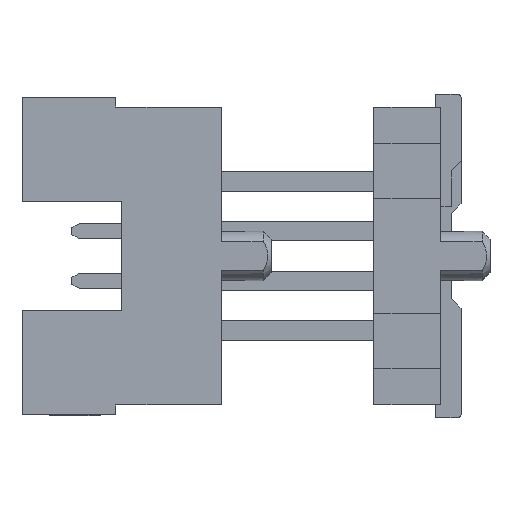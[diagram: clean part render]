
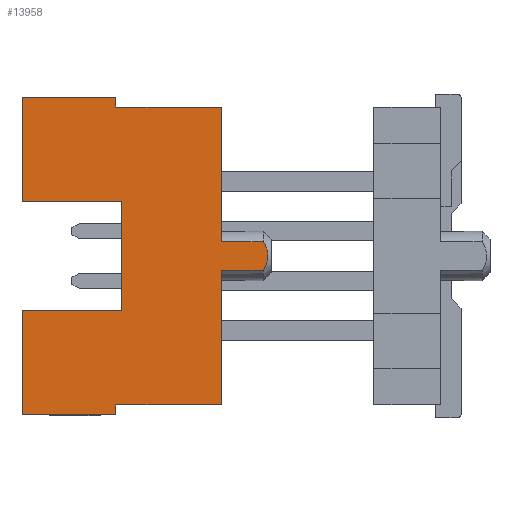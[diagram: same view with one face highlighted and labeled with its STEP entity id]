
A CAD part, left-side view. The second image highlights one B-rep face of the part: STEP entity #13958.
In plain terms, the highlighted planar face has unit normal (-1, 0, 0).
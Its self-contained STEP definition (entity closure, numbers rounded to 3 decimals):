
#119=DIRECTION('',(0.,-1.,0.));
#120=VECTOR('',#119,2.7);
#121=CARTESIAN_POINT('',(-4.445,2.7,-3.81));
#122=LINE('',#121,#120);
#239=DIRECTION('',(0.,1.,0.));
#240=VECTOR('',#239,2.7);
#241=CARTESIAN_POINT('',(-4.445,0.,3.81));
#242=LINE('',#241,#240);
#251=DIRECTION('',(0.,0.,1.));
#252=VECTOR('',#251,0.255);
#253=CARTESIAN_POINT('',(-4.445,2.7,3.81));
#254=LINE('',#253,#252);
#267=DIRECTION('',(0.,-1.,0.));
#268=VECTOR('',#267,2.4);
#269=CARTESIAN_POINT('',(-4.445,5.1,4.065));
#270=LINE('',#269,#268);
#287=DIRECTION('',(0.,0.,1.));
#288=VECTOR('',#287,3.44);
#289=CARTESIAN_POINT('',(-4.445,0.,-3.81));
#290=LINE('',#289,#288);
#291=DIRECTION('',(0.,0.,-1.));
#292=VECTOR('',#291,2.67);
#293=CARTESIAN_POINT('',(-4.445,5.1,-1.395));
#294=LINE('',#293,#292);
#295=DIRECTION('',(0.,-1.,0.));
#296=VECTOR('',#295,2.54);
#297=CARTESIAN_POINT('',(-4.445,5.1,1.395));
#298=LINE('',#297,#296);
#299=DIRECTION('',(0.,0.,-1.));
#300=VECTOR('',#299,2.67);
#301=CARTESIAN_POINT('',(-4.445,5.1,4.065));
#302=LINE('',#301,#300);
#303=DIRECTION('',(0.,0.,1.));
#304=VECTOR('',#303,3.44);
#305=CARTESIAN_POINT('',(-4.445,0.,0.37));
#306=LINE('',#305,#304);
#327=DIRECTION('',(0.,1.,0.));
#328=VECTOR('',#327,1.07);
#329=CARTESIAN_POINT('',(-4.445,-1.07,
0.37));
#330=LINE('',#329,#328);
#331=DIRECTION('',(0.,-1.,0.));
#332=VECTOR('',#331,1.07);
#333=CARTESIAN_POINT('',(-4.445,0.,-0.37));
#334=LINE('',#333,#332);
#347=CARTESIAN_POINT('',(-4.445,-1.07,
-0.37));
#348=CARTESIAN_POINT('',(-4.445,-1.093,
-0.33));
#349=CARTESIAN_POINT('',(-4.445,-1.133,
-0.254));
#350=CARTESIAN_POINT('',(-4.445,-1.172,
-0.147));
#351=CARTESIAN_POINT('',(-4.445,-1.191,
-0.048));
#352=CARTESIAN_POINT('',(-4.445,-1.191,
0.048));
#353=CARTESIAN_POINT('',(-4.445,-1.172,
0.147));
#354=CARTESIAN_POINT('',(-4.445,-1.133,
0.254));
#355=CARTESIAN_POINT('',(-4.445,-1.093,
0.33));
#356=CARTESIAN_POINT('',(-4.445,-1.07,
0.37));
#391=DIRECTION('',(0.,0.,1.));
#392=VECTOR('',#391,0.255);
#393=CARTESIAN_POINT('',(-4.445,2.7,-4.065));
#394=LINE('',#393,#392);
#403=DIRECTION('',(0.,1.,0.));
#404=VECTOR('',#403,2.4);
#405=CARTESIAN_POINT('',(-4.445,2.7,-4.065));
#406=LINE('',#405,#404);
#607=DIRECTION('',(0.,1.,0.));
#608=VECTOR('',#607,2.54);
#609=CARTESIAN_POINT('',(-4.445,2.56,-1.395));
#610=LINE('',#609,#608);
#635=DIRECTION('',(0.,0.,-1.));
#636=VECTOR('',#635,2.79);
#637=CARTESIAN_POINT('',(-4.445,2.56,1.395));
#638=LINE('',#637,#636);
#12060=CARTESIAN_POINT('',(-4.445,0.,3.81));
#12061=VERTEX_POINT('',#12060);
#12062=CARTESIAN_POINT('',(-4.445,0.,0.37));
#12063=VERTEX_POINT('',#12062);
#12064=CARTESIAN_POINT('',(-4.445,0.,-0.37));
#12065=VERTEX_POINT('',#12064);
#12066=CARTESIAN_POINT('',(-4.445,0.,-3.81));
#12067=VERTEX_POINT('',#12066);
#12270=CARTESIAN_POINT('',(-4.445,5.1,4.065));
#12271=VERTEX_POINT('',#12270);
#12272=CARTESIAN_POINT('',(-4.445,5.1,1.395));
#12273=VERTEX_POINT('',#12272);
#12276=CARTESIAN_POINT('',(-4.445,5.1,-1.395));
#12277=VERTEX_POINT('',#12276);
#12278=CARTESIAN_POINT('',(-4.445,5.1,-4.065));
#12279=VERTEX_POINT('',#12278);
#12292=CARTESIAN_POINT('',(-4.445,2.56,1.395));
#12293=VERTEX_POINT('',#12292);
#12294=CARTESIAN_POINT('',(-4.445,-1.07,
0.37));
#12295=VERTEX_POINT('',#12294);
#12296=VERTEX_POINT('',#347);
#12297=CARTESIAN_POINT('',(-4.445,2.7,-3.81));
#12298=VERTEX_POINT('',#12297);
#12299=CARTESIAN_POINT('',(-4.445,2.7,-4.065));
#12300=VERTEX_POINT('',#12299);
#12301=CARTESIAN_POINT('',(-4.445,2.56,-1.395));
#12302=VERTEX_POINT('',#12301);
#12303=CARTESIAN_POINT('',(-4.445,2.7,4.065));
#12304=VERTEX_POINT('',#12303);
#12305=CARTESIAN_POINT('',(-4.445,2.7,3.81));
#12306=VERTEX_POINT('',#12305);
#13927=CARTESIAN_POINT('',(-4.445,1.955,0.));
#13928=DIRECTION('',(1.,0.,0.));
#13929=DIRECTION('',(0.,0.,1.));
#13930=AXIS2_PLACEMENT_3D('',#13927,#13928,#13929);
#13931=PLANE('',#13930);
#13933=ORIENTED_EDGE('',*,*,#13932,.F.);
#13935=ORIENTED_EDGE('',*,*,#13934,.F.);
#13937=ORIENTED_EDGE('',*,*,#13936,.F.);
#13938=ORIENTED_EDGE('',*,*,#13450,.F.);
#13939=ORIENTED_EDGE('',*,*,#13723,.F.);
#13941=ORIENTED_EDGE('',*,*,#13940,.F.);
#13943=ORIENTED_EDGE('',*,*,#13942,.T.);
#13945=ORIENTED_EDGE('',*,*,#13944,.F.);
#13947=ORIENTED_EDGE('',*,*,#13946,.F.);
#13949=ORIENTED_EDGE('',*,*,#13948,.F.);
#13950=ORIENTED_EDGE('',*,*,#13918,.F.);
#13951=ORIENTED_EDGE('',*,*,#13889,.F.);
#13952=ORIENTED_EDGE('',*,*,#13869,.T.);
#13953=ORIENTED_EDGE('',*,*,#13855,.F.);
#13954=ORIENTED_EDGE('',*,*,#13841,.F.);
#13955=ORIENTED_EDGE('',*,*,#13454,.F.);
#13956=EDGE_LOOP('',(#13933,#13935,#13937,#13938,#13939,#13941,#13943,#13945,
#13947,#13949,#13950,#13951,#13952,#13953,#13954,#13955));
#13957=FACE_OUTER_BOUND('',#13956,.F.);
#13958=ADVANCED_FACE('',(#13957),#13931,.F.);
#357=B_SPLINE_CURVE_WITH_KNOTS('',3,(#347,#348,#349,#350,#351,#352,#353,#354,
#355,#356),.UNSPECIFIED.,.F.,.F.,(4,1,1,1,1,1,1,4),(0.,0.143,
0.286,0.429,0.571,0.714,
0.857,1.),.UNSPECIFIED.);
#13450=EDGE_CURVE('',#12067,#12065,#290,.T.);
#13454=EDGE_CURVE('',#12063,#12061,#306,.T.);
#13723=EDGE_CURVE('',#12298,#12067,#122,.T.);
#13841=EDGE_CURVE('',#12061,#12306,#242,.T.);
#13855=EDGE_CURVE('',#12306,#12304,#254,.T.);
#13869=EDGE_CURVE('',#12271,#12304,#270,.T.);
#13889=EDGE_CURVE('',#12271,#12273,#302,.T.);
#13918=EDGE_CURVE('',#12273,#12293,#298,.T.);
#13932=EDGE_CURVE('',#12295,#12063,#330,.T.);
#13934=EDGE_CURVE('',#12296,#12295,#357,.T.);
#13936=EDGE_CURVE('',#12065,#12296,#334,.T.);
#13940=EDGE_CURVE('',#12300,#12298,#394,.T.);
#13942=EDGE_CURVE('',#12300,#12279,#406,.T.);
#13944=EDGE_CURVE('',#12277,#12279,#294,.T.);
#13946=EDGE_CURVE('',#12302,#12277,#610,.T.);
#13948=EDGE_CURVE('',#12293,#12302,#638,.T.);
